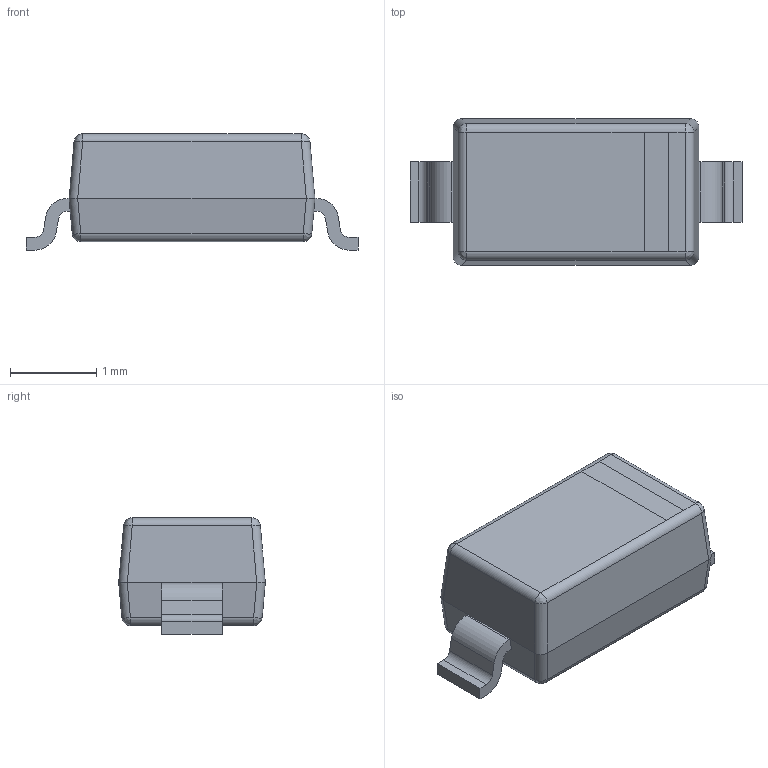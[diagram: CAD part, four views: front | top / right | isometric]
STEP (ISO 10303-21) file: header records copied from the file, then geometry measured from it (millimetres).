
FILE_DESCRIPTION(('FreeCAD Model'),'2;1');
FILE_NAME('parts/3DModels/D_Schottky_SOD123/DO-215AD002_sp.step','2017-12-27T18:27:01',('kicad StepUp'),( 'ksu MCAD'),'Open CASCADE STEP processor 6.8','FreeCAD','Unknown');
FILE_SCHEMA(('AUTOMOTIVE_DESIGN_CC2 { 1 2 10303 214 -1 1 5 4 }'));
Length unit declared in the file: millimetre
Products named in the file (1): DO-215AD002_sp
Bounding box: 3.85 x 1.7 x 1.35 mm (x, y, z)
Volume: 5.9 mm3; surface area: 21.7 mm2
Topology: 1 solids, 1 shells, 62 faces, 152 edges, 84 vertices
Faces by surface type: plane 30, cylinder 24, bspline 8
Entity records: 2296 total; most frequent: CARTESIAN_POINT 463, DIRECTION 290, ORIENTED_EDGE 288, EDGE_CURVE 144, LINE 100, VECTOR 100, AXIS2_PLACEMENT_3D 95, VERTEX_POINT 84
